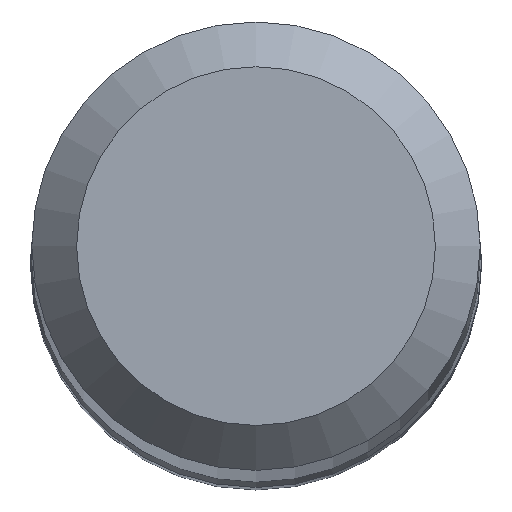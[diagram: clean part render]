
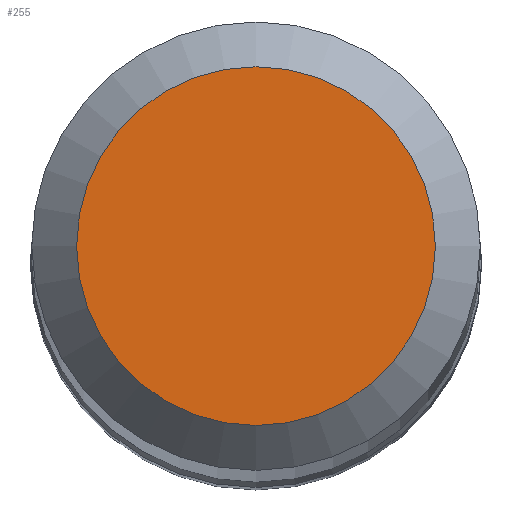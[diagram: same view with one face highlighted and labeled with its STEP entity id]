
A CAD part, top view. The second image highlights one B-rep face of the part: STEP entity #255.
In plain terms, the highlighted planar face has unit normal (0, 0, 1).
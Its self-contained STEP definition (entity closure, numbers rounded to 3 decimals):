
#34 = CARTESIAN_POINT ( 'NONE',  ( 0., 1.2, 70. ) ) ;
#84 = CARTESIAN_POINT ( 'NONE',  ( 0., 0., 70. ) ) ;
#99 = AXIS2_PLACEMENT_3D ( 'NONE', #84, #271, #226 ) ;
#111 = DIRECTION ( 'NONE',  ( 0., 1., 0. ) ) ;
#152 = FACE_OUTER_BOUND ( 'NONE', #193, .T. ) ;
#155 = VERTEX_POINT ( 'NONE', #34 ) ;
#193 = EDGE_LOOP ( 'NONE', ( #264 ) ) ;
#202 = AXIS2_PLACEMENT_3D ( 'NONE', #222, #290, #111 ) ;
#208 = CIRCLE ( 'NONE', #99, 1.2 ) ;
#219 = PLANE ( 'NONE',  #202 ) ;
#222 = CARTESIAN_POINT ( 'NONE',  ( 0., 0., 70. ) ) ;
#226 = DIRECTION ( 'NONE',  ( 0., 1., 0. ) ) ;
#255 = ADVANCED_FACE ( 'NONE', ( #152 ), #219, .F. ) ;
#264 = ORIENTED_EDGE ( 'NONE', *, *, #269, .F. ) ;
#269 = EDGE_CURVE ( 'NONE', #155, #155, #208, .T. ) ;
#271 = DIRECTION ( 'NONE',  ( 0., 0., -1. ) ) ;
#290 = DIRECTION ( 'NONE',  ( 0., 0., -1. ) ) ;
